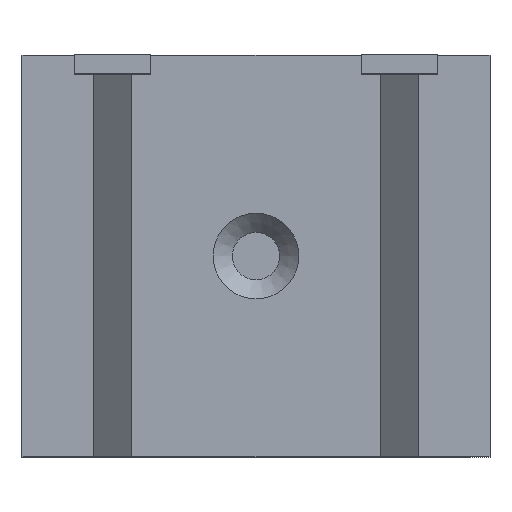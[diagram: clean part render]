
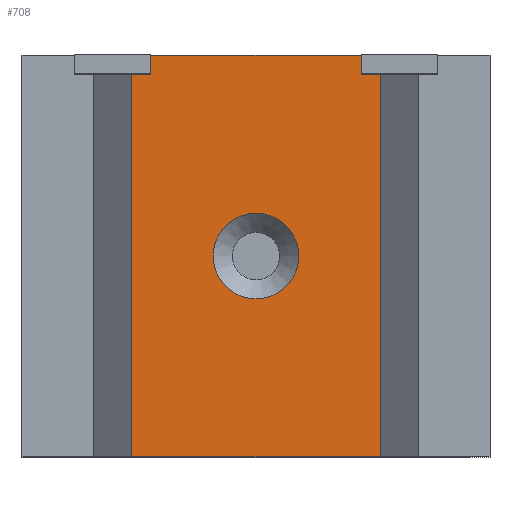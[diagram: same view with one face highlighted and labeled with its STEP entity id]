
A CAD part, top view. The second image highlights one B-rep face of the part: STEP entity #708.
In plain terms, the highlighted planar face has unit normal (0, 0, 1).
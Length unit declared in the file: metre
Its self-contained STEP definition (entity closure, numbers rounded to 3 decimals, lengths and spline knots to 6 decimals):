
#21=LINE('',#1025,#97);
#22=LINE('',#1028,#98);
#23=LINE('',#1030,#99);
#24=LINE('',#1032,#100);
#97=VECTOR('',#829,1.);
#98=VECTOR('',#830,1.);
#99=VECTOR('',#831,1.);
#100=VECTOR('',#832,1.);
#173=ORIENTED_EDGE('',*,*,#361,.T.);
#174=ORIENTED_EDGE('',*,*,#362,.T.);
#175=ORIENTED_EDGE('',*,*,#363,.T.);
#176=ORIENTED_EDGE('',*,*,#364,.F.);
#177=ORIENTED_EDGE('',*,*,#365,.T.);
#361=EDGE_CURVE('',#455,#455,#521,.T.);
#362=EDGE_CURVE('',#456,#457,#21,.T.);
#363=EDGE_CURVE('',#457,#458,#22,.F.);
#364=EDGE_CURVE('',#459,#458,#23,.T.);
#365=EDGE_CURVE('',#459,#456,#24,.T.);
#455=VERTEX_POINT('',#1024);
#456=VERTEX_POINT('',#1026);
#457=VERTEX_POINT('',#1027);
#458=VERTEX_POINT('',#1029);
#459=VERTEX_POINT('',#1031);
#521=CIRCLE('',#764,0.00448);
#539=EDGE_LOOP('',(#173));
#540=EDGE_LOOP('',(#174,#175,#176,#177));
#607=FACE_BOUND('',#539,.T.);
#608=FACE_BOUND('',#540,.T.);
#675=PLANE('',#763);
#708=ADVANCED_FACE('',(#607,#608),#675,.T.);
#763=AXIS2_PLACEMENT_3D('',#1022,#825,#826);
#764=AXIS2_PLACEMENT_3D('',#1023,#827,#828);
#825=DIRECTION('',(0.,0.,1.));
#826=DIRECTION('',(1.,0.,0.));
#827=DIRECTION('',(0.,0.,-1.));
#828=DIRECTION('',(0.,1.,0.));
#829=DIRECTION('',(0.,-1.,0.));
#830=DIRECTION('',(-1.,0.,0.));
#831=DIRECTION('',(0.,-1.,0.));
#832=DIRECTION('',(-1.,0.,0.));
#1022=CARTESIAN_POINT('',(-0.023113,-0.04,0.026));
#1023=CARTESIAN_POINT('',(-0.0225,-0.019,0.026));
#1024=CARTESIAN_POINT('',(-0.0225,-0.01452,0.026));
#1025=CARTESIAN_POINT('',(-0.0355,0.002,0.026));
#1026=CARTESIAN_POINT('',(-0.0355,0.002,0.026));
#1027=CARTESIAN_POINT('',(-0.0355,-0.04,0.026));
#1028=CARTESIAN_POINT('',(-0.023113,-0.04,0.026));
#1029=CARTESIAN_POINT('',(-0.0095,-0.04,0.026));
#1030=CARTESIAN_POINT('',(-0.0095,0.002,0.026));
#1031=CARTESIAN_POINT('',(-0.0095,0.002,0.026));
#1032=CARTESIAN_POINT('',(-0.0225,0.002,0.026));
